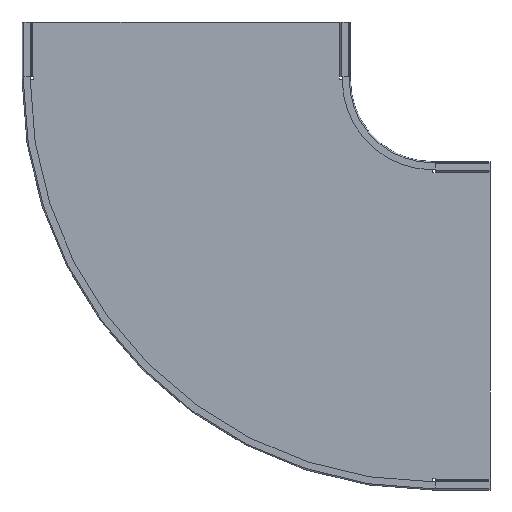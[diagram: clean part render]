
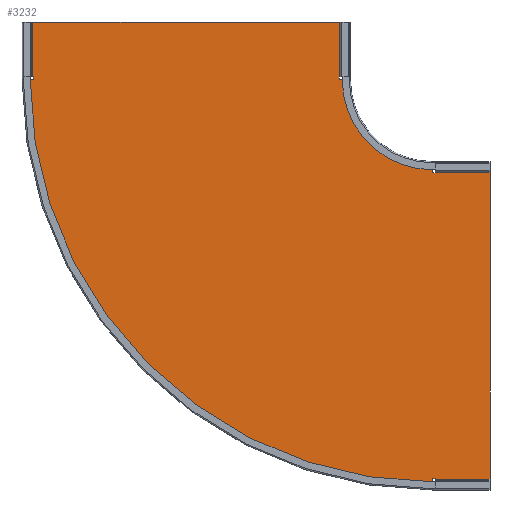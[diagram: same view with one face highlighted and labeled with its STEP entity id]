
A CAD part, front view. The second image highlights one B-rep face of the part: STEP entity #3232.
In plain terms, the highlighted planar face has unit normal (0, -1, 0).
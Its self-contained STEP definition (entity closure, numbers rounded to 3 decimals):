
#2045=DIRECTION('',(0.,0.,1.));
#2046=VECTOR('',#2045,0.92);
#2047=CARTESIAN_POINT('',(455.,-1.5,-835.42));
#2048=LINE('',#2047,#2046);
#2087=DIRECTION('',(0.,0.,-1.));
#2088=VECTOR('',#2087,560.84);
#2089=CARTESIAN_POINT('',(555.,-1.5,-274.58));
#2090=LINE('',#2089,#2088);
#2095=CARTESIAN_POINT('',(450.,-1.5,-105.));
#2096=DIRECTION('',(0.,-1.,0.));
#2097=DIRECTION('',(-1.,0.,0.));
#2098=AXIS2_PLACEMENT_3D('',#2095,#2096,#2097);
#2100=DIRECTION('',(-1.,0.,0.));
#2101=VECTOR('',#2100,18.);
#2102=CARTESIAN_POINT('',(-279.5,-1.5,-105.));
#2103=LINE('',#2102,#2101);
#2104=DIRECTION('',(0.,0.,-1.));
#2105=VECTOR('',#2104,5.);
#2106=CARTESIAN_POINT('',(-279.5,-1.5,-100.));
#2107=LINE('',#2106,#2105);
#2108=DIRECTION('',(1.,0.,0.));
#2109=VECTOR('',#2108,0.92);
#2110=CARTESIAN_POINT('',(-280.42,-1.5,-100.));
#2111=LINE('',#2110,#2109);
#2112=DIRECTION('',(-1.,0.,0.));
#2113=VECTOR('',#2112,560.84);
#2114=CARTESIAN_POINT('',(280.42,-1.5,0.));
#2115=LINE('',#2114,#2113);
#2116=DIRECTION('',(1.,0.,0.));
#2117=VECTOR('',#2116,0.92);
#2118=CARTESIAN_POINT('',(279.5,-1.5,-100.));
#2119=LINE('',#2118,#2117);
#2120=DIRECTION('',(0.,0.,1.));
#2121=VECTOR('',#2120,5.);
#2122=CARTESIAN_POINT('',(279.5,-1.5,-105.));
#2123=LINE('',#2122,#2121);
#2124=DIRECTION('',(-1.,0.,0.));
#2125=VECTOR('',#2124,18.);
#2126=CARTESIAN_POINT('',(297.5,-1.5,-105.));
#2127=LINE('',#2126,#2125);
#2128=CARTESIAN_POINT('',(450.,-1.5,-105.));
#2129=DIRECTION('',(0.,1.,0.));
#2130=DIRECTION('',(0.,0.,-1.));
#2131=AXIS2_PLACEMENT_3D('',#2128,#2129,#2130);
#2137=DIRECTION('',(-1.,0.,0.));
#2138=VECTOR('',#2137,100.);
#2139=CARTESIAN_POINT('',(555.,-1.5,-274.58));
#2140=LINE('',#2139,#2138);
#2281=DIRECTION('',(0.,0.,1.));
#2282=VECTOR('',#2281,0.92);
#2283=CARTESIAN_POINT('',(455.,-1.5,-275.5));
#2284=LINE('',#2283,#2282);
#2289=DIRECTION('',(1.,0.,0.));
#2290=VECTOR('',#2289,5.);
#2291=CARTESIAN_POINT('',(450.,-1.5,-275.5));
#2292=LINE('',#2291,#2290);
#2297=DIRECTION('',(0.,0.,-1.));
#2298=VECTOR('',#2297,18.);
#2299=CARTESIAN_POINT('',(450.,-1.5,-257.5));
#2300=LINE('',#2299,#2298);
#2347=DIRECTION('',(0.,0.,1.));
#2348=VECTOR('',#2347,100.);
#2349=CARTESIAN_POINT('',(280.42,-1.5,-100.));
#2350=LINE('',#2349,#2348);
#2493=DIRECTION('',(0.,0.,-1.));
#2494=VECTOR('',#2493,100.);
#2495=CARTESIAN_POINT('',(-280.42,-1.5,0.));
#2496=LINE('',#2495,#2494);
#2569=DIRECTION('',(0.,0.,-1.));
#2570=VECTOR('',#2569,18.);
#2571=CARTESIAN_POINT('',(450.,-1.5,-834.5));
#2572=LINE('',#2571,#2570);
#2577=DIRECTION('',(-1.,0.,0.));
#2578=VECTOR('',#2577,5.);
#2579=CARTESIAN_POINT('',(455.,-1.5,-834.5));
#2580=LINE('',#2579,#2578);
#2681=DIRECTION('',(1.,0.,0.));
#2682=VECTOR('',#2681,100.);
#2683=CARTESIAN_POINT('',(455.,-1.5,-835.42));
#2684=LINE('',#2683,#2682);
#2747=CARTESIAN_POINT('',(455.,-1.5,-835.42));
#2748=VERTEX_POINT('',#2747);
#2755=CARTESIAN_POINT('',(555.,-1.5,-835.42));
#2757=VERTEX_POINT('',#2755);
#2819=CARTESIAN_POINT('',(-280.42,-1.5,-100.));
#2820=CARTESIAN_POINT('',(-279.5,-1.5,-100.));
#2821=VERTEX_POINT('',#2819);
#2822=VERTEX_POINT('',#2820);
#2823=CARTESIAN_POINT('',(-279.5,-1.5,-105.));
#2824=VERTEX_POINT('',#2823);
#2825=CARTESIAN_POINT('',(-297.5,-1.5,-105.));
#2826=VERTEX_POINT('',#2825);
#2827=CARTESIAN_POINT('',(450.,-1.5,-852.5));
#2828=VERTEX_POINT('',#2827);
#2829=CARTESIAN_POINT('',(450.,-1.5,-834.5));
#2830=VERTEX_POINT('',#2829);
#2831=CARTESIAN_POINT('',(455.,-1.5,-834.5));
#2832=VERTEX_POINT('',#2831);
#2833=CARTESIAN_POINT('',(555.,-1.5,-274.58));
#2834=VERTEX_POINT('',#2833);
#2835=CARTESIAN_POINT('',(455.,-1.5,-275.5));
#2836=CARTESIAN_POINT('',(455.,-1.5,-274.58));
#2837=VERTEX_POINT('',#2835);
#2838=VERTEX_POINT('',#2836);
#2839=CARTESIAN_POINT('',(450.,-1.5,-275.5));
#2840=VERTEX_POINT('',#2839);
#2841=CARTESIAN_POINT('',(450.,-1.5,-257.5));
#2842=VERTEX_POINT('',#2841);
#2843=CARTESIAN_POINT('',(297.5,-1.5,-105.));
#2844=VERTEX_POINT('',#2843);
#2845=CARTESIAN_POINT('',(279.5,-1.5,-105.));
#2846=VERTEX_POINT('',#2845);
#2847=CARTESIAN_POINT('',(279.5,-1.5,-100.));
#2848=VERTEX_POINT('',#2847);
#2849=CARTESIAN_POINT('',(280.42,-1.5,-100.));
#2850=VERTEX_POINT('',#2849);
#2851=CARTESIAN_POINT('',(280.42,-1.5,0.));
#2852=CARTESIAN_POINT('',(-280.42,-1.5,0.));
#2853=VERTEX_POINT('',#2851);
#2854=VERTEX_POINT('',#2852);
#3187=CARTESIAN_POINT('',(450.,-1.5,-105.));
#3188=DIRECTION('',(0.,-1.,0.));
#3189=DIRECTION('',(0.,0.,-1.));
#3190=AXIS2_PLACEMENT_3D('',#3187,#3188,#3189);
#3191=PLANE('',#3190);
#3193=ORIENTED_EDGE('',*,*,#3192,.F.);
#3194=ORIENTED_EDGE('',*,*,#3179,.T.);
#3196=ORIENTED_EDGE('',*,*,#3195,.F.);
#3197=ORIENTED_EDGE('',*,*,#3122,.T.);
#3199=ORIENTED_EDGE('',*,*,#3198,.T.);
#3201=ORIENTED_EDGE('',*,*,#3200,.T.);
#3203=ORIENTED_EDGE('',*,*,#3202,.F.);
#3205=ORIENTED_EDGE('',*,*,#3204,.F.);
#3207=ORIENTED_EDGE('',*,*,#3206,.F.);
#3209=ORIENTED_EDGE('',*,*,#3208,.F.);
#3211=ORIENTED_EDGE('',*,*,#3210,.F.);
#3213=ORIENTED_EDGE('',*,*,#3212,.F.);
#3215=ORIENTED_EDGE('',*,*,#3214,.F.);
#3217=ORIENTED_EDGE('',*,*,#3216,.F.);
#3219=ORIENTED_EDGE('',*,*,#3218,.F.);
#3221=ORIENTED_EDGE('',*,*,#3220,.F.);
#3223=ORIENTED_EDGE('',*,*,#3222,.F.);
#3225=ORIENTED_EDGE('',*,*,#3224,.T.);
#3227=ORIENTED_EDGE('',*,*,#3226,.T.);
#3229=ORIENTED_EDGE('',*,*,#3228,.T.);
#3230=EDGE_LOOP('',(#3193,#3194,#3196,#3197,#3199,#3201,#3203,#3205,#3207,#3209,
#3211,#3213,#3215,#3217,#3219,#3221,#3223,#3225,#3227,#3229));
#3231=FACE_OUTER_BOUND('',#3230,.F.);
#3232=ADVANCED_FACE('',(#3231),#3191,.T.);
#2099=CIRCLE('',#2098,747.5);
#2132=CIRCLE('',#2131,152.5);
#3122=EDGE_CURVE('',#2748,#2832,#2048,.T.);
#3179=EDGE_CURVE('',#2834,#2757,#2090,.T.);
#3192=EDGE_CURVE('',#2834,#2838,#2140,.T.);
#3195=EDGE_CURVE('',#2748,#2757,#2684,.T.);
#3198=EDGE_CURVE('',#2832,#2830,#2580,.T.);
#3200=EDGE_CURVE('',#2830,#2828,#2572,.T.);
#3202=EDGE_CURVE('',#2826,#2828,#2099,.T.);
#3204=EDGE_CURVE('',#2824,#2826,#2103,.T.);
#3206=EDGE_CURVE('',#2822,#2824,#2107,.T.);
#3208=EDGE_CURVE('',#2821,#2822,#2111,.T.);
#3210=EDGE_CURVE('',#2854,#2821,#2496,.T.);
#3212=EDGE_CURVE('',#2853,#2854,#2115,.T.);
#3214=EDGE_CURVE('',#2850,#2853,#2350,.T.);
#3216=EDGE_CURVE('',#2848,#2850,#2119,.T.);
#3218=EDGE_CURVE('',#2846,#2848,#2123,.T.);
#3220=EDGE_CURVE('',#2844,#2846,#2127,.T.);
#3222=EDGE_CURVE('',#2842,#2844,#2132,.T.);
#3224=EDGE_CURVE('',#2842,#2840,#2300,.T.);
#3226=EDGE_CURVE('',#2840,#2837,#2292,.T.);
#3228=EDGE_CURVE('',#2837,#2838,#2284,.T.);
